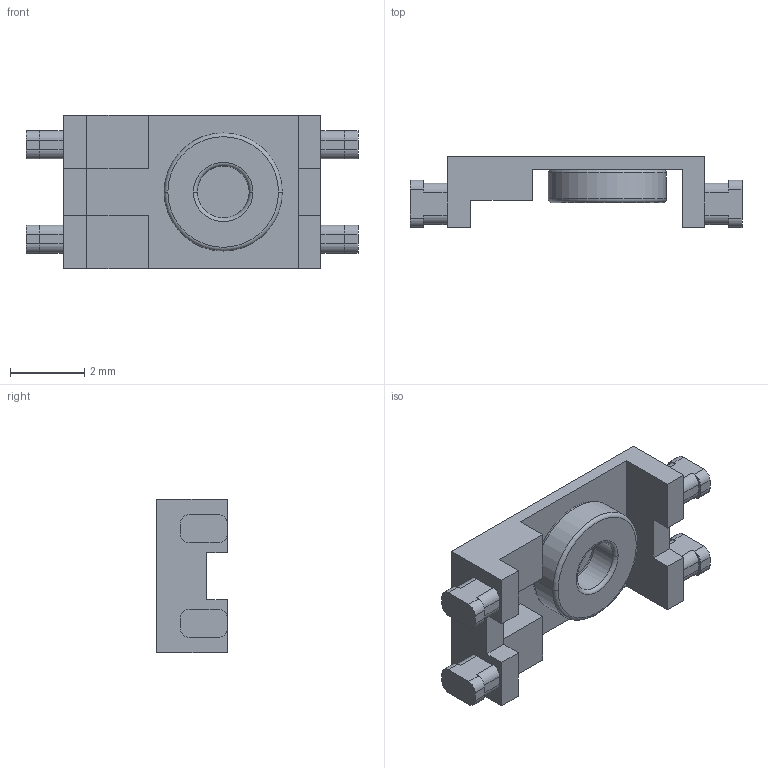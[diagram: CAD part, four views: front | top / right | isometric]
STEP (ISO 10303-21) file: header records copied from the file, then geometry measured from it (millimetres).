
FILE_DESCRIPTION (( 'STEP AP214' ), '1' );
FILE_NAME ('TOR_0511.STEP', '2019-02-01T14:54:56', ( '' ), ( '' ), 'SwSTEP 2.0', 'SolidWorks 2017', '' );
FILE_SCHEMA (( 'AUTOMOTIVE_DESIGN' ));
Length unit declared in the file: millimetre
Products named in the file (3): 150-1096_6C; 250-0511_6D; TOR_0511
Assembly tree (2 placements, depth 2):
  TOR_0511
    250-0511_6D
    150-1096_6C
Bounding box: 8.94 x 1.91 x 4.14 mm (x, y, z)
Volume: 30 mm3; surface area: 138.2 mm2
Topology: 2 solids, 2 shells, 106 faces, 286 edges, 188 vertices
Faces by surface type: plane 62, cylinder 36, torus 8
Entity records: 3448 total; most frequent: DIRECTION 596, CARTESIAN_POINT 585, ORIENTED_EDGE 572, EDGE_CURVE 286, AXIS2_PLACEMENT_3D 199, VECTOR 198, LINE 198, VERTEX_POINT 188
